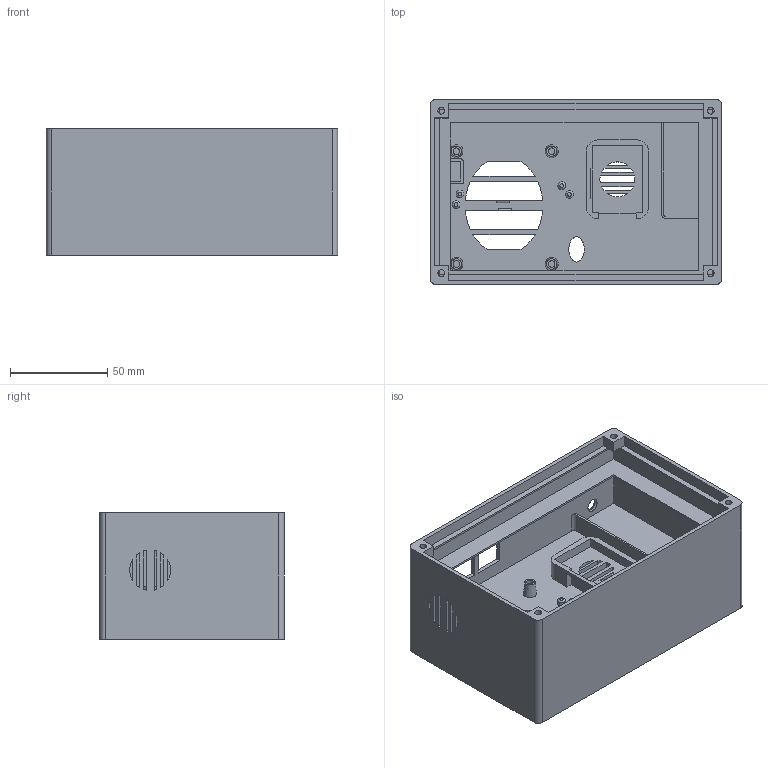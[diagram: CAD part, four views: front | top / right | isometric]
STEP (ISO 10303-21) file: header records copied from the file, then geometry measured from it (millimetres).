
FILE_DESCRIPTION(/* description */ (''),/* implementation_level */ '2;1');
FILE_NAME(/* name */ 'Box.step',/* time_stamp */ '2026-01-12T20:16:42+01:00',/* author */ (''),/* organization */ (''),/* preprocessor_version */ 'ST-DEVELOPER v20.1',/* originating_system */ 'Autodesk Translation Framework v14.21.0.0',/* authorisation */ '');
FILE_SCHEMA (('AUTOMOTIVE_DESIGN { 1 0 10303 214 3 1 1 }'));
Length unit declared in the file: millimetre
Products named in the file (1): Box HA
Bounding box: 150 x 95 x 65 mm (x, y, z)
Volume: 125076.4 mm3; surface area: 103752.5 mm2
Topology: 5 solids, 5 shells, 288 faces, 778 edges, 507 vertices
Faces by surface type: plane 189, cylinder 73, bspline 18, cone 8
Full cylindrical faces by diameter (mm): 3.4 x4, 3.5 x4, 4 x4, 10.2 x4
Entity records: 9492 total; most frequent: CARTESIAN_POINT 1998, ORIENTED_EDGE 1556, DIRECTION 1510, EDGE_CURVE 778, LINE 560, VECTOR 560, VERTEX_POINT 507, AXIS2_PLACEMENT_3D 475
